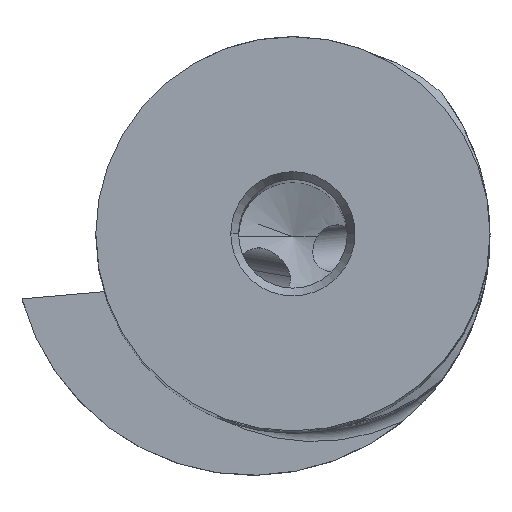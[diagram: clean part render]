
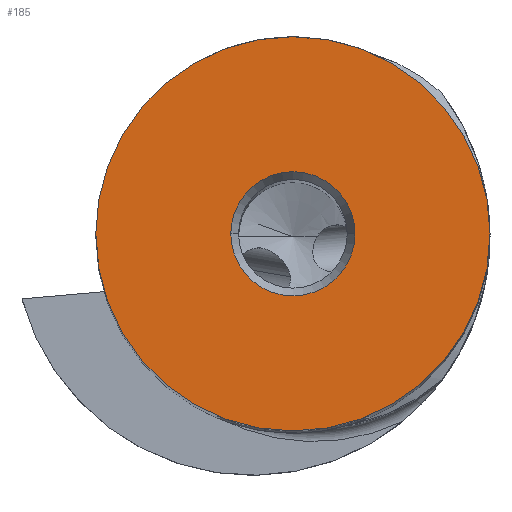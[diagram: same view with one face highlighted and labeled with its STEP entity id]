
A CAD part, top view. The second image highlights one B-rep face of the part: STEP entity #185.
In plain terms, the highlighted planar face has unit normal (0, 0, 1).
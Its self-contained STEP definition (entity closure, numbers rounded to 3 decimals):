
#56=FACE_BOUND('',#337,.T.);
#57=FACE_BOUND('',#338,.T.);
#87=PLANE('',#1379);
#185=ADVANCED_FACE('',(#56,#57),#87,.T.);
#337=EDGE_LOOP('',(#752,#753));
#338=EDGE_LOOP('',(#754,#755));
#752=ORIENTED_EDGE('',*,*,#1146,.F.);
#753=ORIENTED_EDGE('',*,*,#1152,.F.);
#754=ORIENTED_EDGE('',*,*,#1157,.F.);
#755=ORIENTED_EDGE('',*,*,#1158,.F.);
#987=VERTEX_POINT('',#2763);
#988=VERTEX_POINT('',#2765);
#997=VERTEX_POINT('',#2787);
#998=VERTEX_POINT('',#2788);
#1146=EDGE_CURVE('',#987,#988,#1257,.T.);
#1152=EDGE_CURVE('',#988,#987,#1258,.T.);
#1157=EDGE_CURVE('',#997,#998,#1259,.T.);
#1158=EDGE_CURVE('',#998,#997,#1260,.T.);
#1257=CIRCLE('',#1369,12.7);
#1258=CIRCLE('',#1373,12.7);
#1259=CIRCLE('',#1377,4.);
#1260=CIRCLE('',#1378,4.);
#1369=AXIS2_PLACEMENT_3D('',#2764,#1618,#1619);
#1373=AXIS2_PLACEMENT_3D('',#2776,#1629,#1630);
#1377=AXIS2_PLACEMENT_3D('',#2786,#1639,#1640);
#1378=AXIS2_PLACEMENT_3D('',#2789,#1641,#1642);
#1379=AXIS2_PLACEMENT_3D('',#2790,#1643,#1644);
#1618=DIRECTION('',(0.,0.,-1.));
#1619=DIRECTION('',(1.,0.,0.));
#1629=DIRECTION('',(0.,0.,-1.));
#1630=DIRECTION('',(-1.,0.,0.));
#1639=DIRECTION('',(0.,0.,1.));
#1640=DIRECTION('',(1.,0.,0.));
#1641=DIRECTION('',(0.,0.,1.));
#1642=DIRECTION('',(-1.,0.,0.));
#1643=DIRECTION('',(0.,0.,1.));
#1644=DIRECTION('',(1.,0.,0.));
#2763=CARTESIAN_POINT('',(12.7,0.,0.));
#2764=CARTESIAN_POINT('',(0.,0.,0.));
#2765=CARTESIAN_POINT('',(-12.7,0.,0.));
#2776=CARTESIAN_POINT('',(0.,0.,0.));
#2786=CARTESIAN_POINT('',(0.,0.,0.));
#2787=CARTESIAN_POINT('',(4.,0.,0.));
#2788=CARTESIAN_POINT('',(-4.,0.,0.));
#2789=CARTESIAN_POINT('',(0.,0.,0.));
#2790=CARTESIAN_POINT('',(0.,0.,0.));
